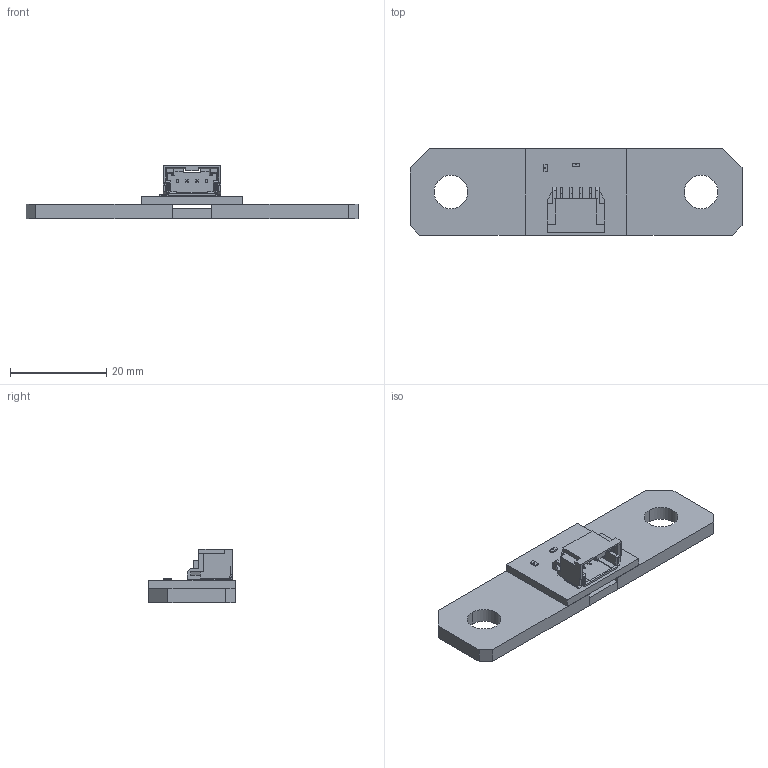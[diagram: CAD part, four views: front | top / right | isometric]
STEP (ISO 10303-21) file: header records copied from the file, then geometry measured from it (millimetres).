
FILE_DESCRIPTION (( 'STEP AP214' ), '1' );
FILE_NAME ('CB_H18W82P4R_V1.0.STEP', '2022-09-22T10:07:00', ( '' ), ( '' ), 'SwSTEP 2.0', 'SolidWorks 2014', '' );
FILE_SCHEMA (( 'AUTOMOTIVE_DESIGN' ));
Length unit declared in the file: millimetre
Products named in the file (10): SHUNT6918[100u次]_D8.3_Ni; P1; SR1; 5023520400; User_Library-0603_SMD_Resistor; Board; C1; R1; User_Library-0603_SMD_Capacitor; CB_H18W82P4R_V1.0
Assembly tree (9 placements, depth 3):
  CB_H18W82P4R_V1.0
    Board
    SR1
      SHUNT6918[100u次]_D8.3_Ni
    C1
      User_Library-0603_SMD_Capacitor
    P1
      5023520400
    R1
      User_Library-0603_SMD_Resistor
Bounding box: 69 x 18 x 11.03 mm (x, y, z)
Volume: 4191.6 mm3; surface area: 4702.4 mm2
Topology: 7 solids, 7 shells, 403 faces, 1043 edges, 652 vertices
Faces by surface type: plane 281, bspline 94, cylinder 28
Entity records: 20585 total; most frequent: CARTESIAN_POINT 9148, ORIENTED_EDGE 2054, DIRECTION 1577, EDGE_CURVE 1027, LINE 815, VECTOR 815, VERTEX_POINT 652, EDGE_LOOP 423
